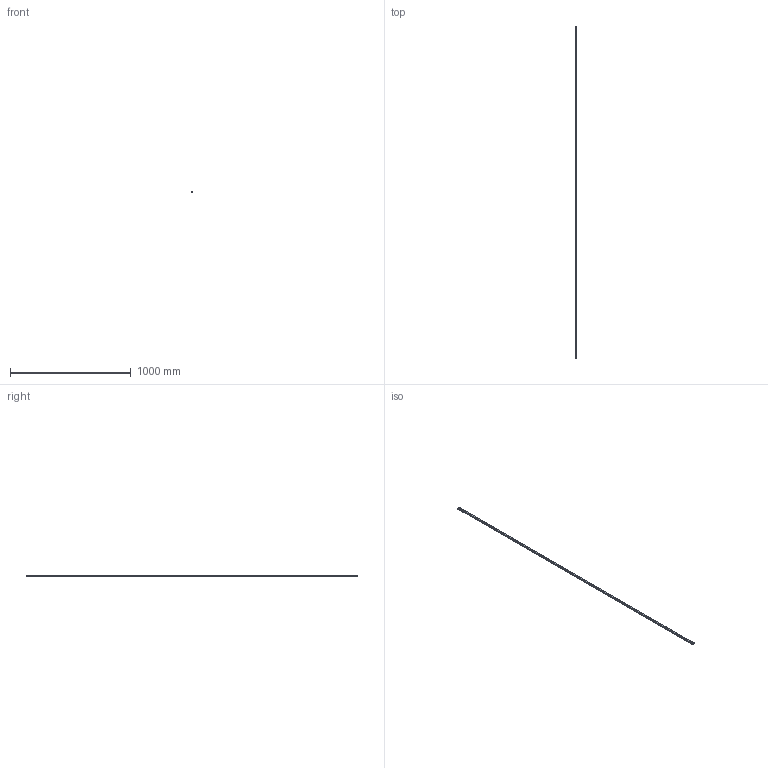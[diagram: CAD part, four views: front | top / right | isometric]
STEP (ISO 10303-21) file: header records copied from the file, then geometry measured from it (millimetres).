
FILE_DESCRIPTION(('STEP AP214'),'1');
FILE_NAME('cctmp_3AFBE479-E0B3-4552-BA74-81ED1FC678C3_2021_02_03_11_07_55_0077..stp','2021-02-03T10:07:55',('HIWIN GmbH'),('CADClick - www.CADClick.com'),'Spatial InterOp 3D',' ','unknown authorization');
FILE_SCHEMA(('AUTOMOTIVE_DESIGN'));
Length unit declared in the file: millimetre
Products named in the file (1): EGR15U2750C_FILE
Bounding box: 15 x 2750 x 12.5 mm (x, y, z)
Volume: 438023.9 mm3; surface area: 167531.1 mm2
Topology: 1 solids, 1 shells, 563 faces, 1395 edges, 930 vertices
Faces by surface type: cylinder 294, plane 269
Entity records: 21629 total; most frequent: DIRECTION 3295, CARTESIAN_POINT 2889, ORIENTED_EDGE 2790, EDGE_CURVE 1395, AXIS2_PLACEMENT_3D 1336, VERTEX_POINT 930, EDGE_LOOP 659, LINE 623
